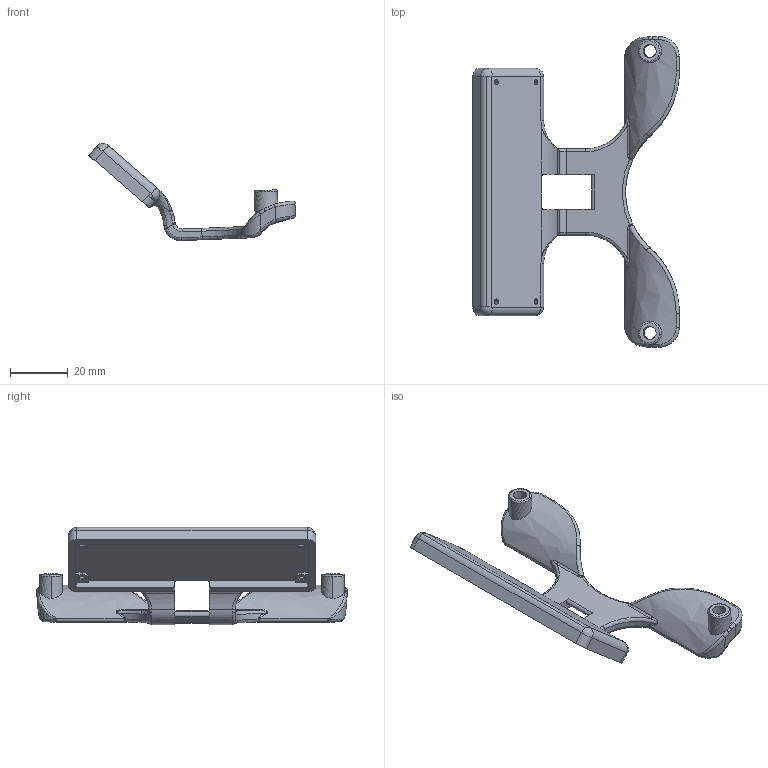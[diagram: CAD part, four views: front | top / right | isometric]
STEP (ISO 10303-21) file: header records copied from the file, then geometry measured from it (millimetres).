
FILE_DESCRIPTION (( 'STEP AP214' ), '1' );
FILE_NAME ('双目相机安装支架1.STEP', '2024-11-05T07:10:00', ( '' ), ( '' ), 'SwSTEP 2.0', 'SolidWorks 2023', '' );
FILE_SCHEMA (( 'AUTOMOTIVE_DESIGN' ));
Length unit declared in the file: millimetre
Products named in the file (1): 双目相机安装支架1
Bounding box: 71.83 x 107.94 x 33.78 mm (x, y, z)
Volume: 21789.4 mm3; surface area: 13269.3 mm2
Topology: 1 solids, 1 shells, 243 faces, 627 edges, 376 vertices
Faces by surface type: bspline 100, cylinder 76, plane 41, torus 16, cone 8, sphere 2
Entity records: 12504 total; most frequent: CARTESIAN_POINT 7335, ORIENTED_EDGE 1234, DIRECTION 875, EDGE_CURVE 617, VERTEX_POINT 376, AXIS2_PLACEMENT_3D 336, EDGE_LOOP 257, FACE_OUTER_BOUND 243
